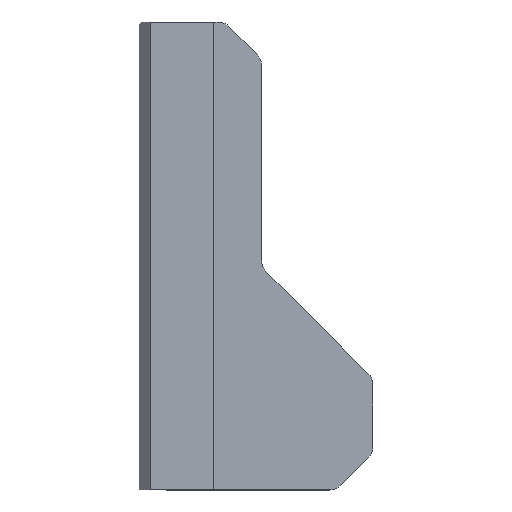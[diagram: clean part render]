
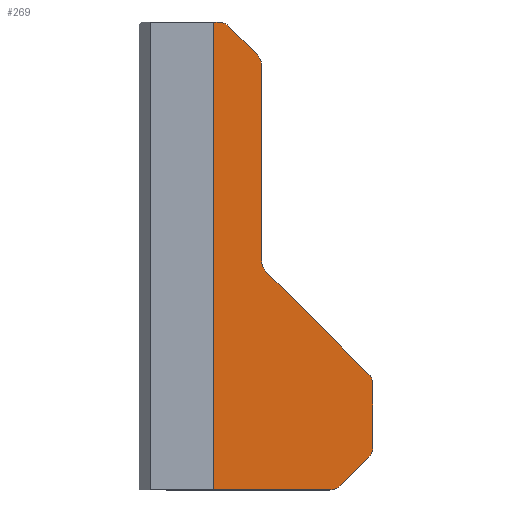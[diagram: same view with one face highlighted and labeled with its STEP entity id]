
A CAD part, top view. The second image highlights one B-rep face of the part: STEP entity #269.
In plain terms, the highlighted planar face has unit normal (0, 0, 1).
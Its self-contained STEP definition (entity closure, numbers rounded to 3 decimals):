
#72=CARTESIAN_POINT('',(128.136,-332.785,-181.645));
#73=VERTEX_POINT('',#72);
#74=CARTESIAN_POINT('',(112.464,-332.785,-181.645));
#75=VERTEX_POINT('',#74);
#76=CARTESIAN_POINT('',(128.136,-332.785,-181.645));
#77=DIRECTION('',(-1.,-0.,-0.));
#78=VECTOR('',#77,15.672);
#79=LINE('',#76,#78);
#80=EDGE_CURVE('NONE',#73,#75,#79,.T.);
#127=CARTESIAN_POINT('',(133.964,-326.956,-181.645));
#128=VERTEX_POINT('',#127);
#129=CARTESIAN_POINT('',(133.964,-318.613,-181.645));
#130=VERTEX_POINT('',#129);
#131=CARTESIAN_POINT('',(133.964,-326.956,-181.645));
#132=DIRECTION('',(-0.,1.,-0.));
#133=VECTOR('',#132,8.343);
#134=LINE('',#131,#133);
#135=EDGE_CURVE('NONE',#128,#130,#134,.T.);
#162=CARTESIAN_POINT('',(118.964,-339.944,-181.645));
#163=DIRECTION('',(0.,-0.,-1.));
#164=DIRECTION('',(-1.,-0.,-0.));
#165=AXIS2_PLACEMENT_3D('',#162,#163,#164);
#166=PLANE('',#165);
#167=CARTESIAN_POINT('',(112.464,-269.785,-181.645));
#168=VERTEX_POINT('',#167);
#169=CARTESIAN_POINT('',(112.464,-332.785,-181.645));
#170=DIRECTION('',(-0.,1.,-0.));
#171=VECTOR('',#170,63.);
#172=LINE('',#169,#171);
#173=EDGE_CURVE('NONE',#75,#168,#172,.T.);
#174=ORIENTED_EDGE('',*,*,#173,.F.);
#175=ORIENTED_EDGE('',*,*,#80,.F.);
#176=CARTESIAN_POINT('',(129.55,-332.199,-181.645));
#177=VERTEX_POINT('',#176);
#178=CARTESIAN_POINT('',(128.136,-330.785,-181.645));
#179=DIRECTION('',(0.,0.,1.));
#180=DIRECTION('',(-1.,-0.,0.));
#181=AXIS2_PLACEMENT_3D('',#178,#179,#180);
#182=CIRCLE('',#181,2.);
#183=EDGE_CURVE('NONE',#73,#177,#182,.T.);
#184=ORIENTED_EDGE('',*,*,#183,.T.);
#185=CARTESIAN_POINT('',(133.378,-328.37,-181.645));
#186=VERTEX_POINT('',#185);
#187=CARTESIAN_POINT('',(129.55,-332.199,-181.645));
#188=DIRECTION('',(0.707,0.707,0.));
#189=VECTOR('',#188,5.414);
#190=LINE('',#187,#189);
#191=EDGE_CURVE('NONE',#177,#186,#190,.T.);
#192=ORIENTED_EDGE('',*,*,#191,.T.);
#193=CARTESIAN_POINT('',(131.964,-326.956,-181.645));
#194=DIRECTION('',(0.,0.,1.));
#195=DIRECTION('',(-1.,-0.,0.));
#196=AXIS2_PLACEMENT_3D('',#193,#194,#195);
#197=CIRCLE('',#196,2.);
#198=EDGE_CURVE('NONE',#186,#128,#197,.T.);
#199=ORIENTED_EDGE('',*,*,#198,.T.);
#200=ORIENTED_EDGE('',*,*,#135,.T.);
#201=CARTESIAN_POINT('',(133.378,-317.199,-181.645));
#202=VERTEX_POINT('',#201);
#203=CARTESIAN_POINT('',(131.964,-318.613,-181.645));
#204=DIRECTION('',(0.,-0.,-1.));
#205=DIRECTION('',(1.,0.,0.));
#206=AXIS2_PLACEMENT_3D('',#203,#204,#205);
#207=CIRCLE('',#206,2.);
#208=EDGE_CURVE('NONE',#202,#130,#207,.T.);
#209=ORIENTED_EDGE('',*,*,#208,.F.);
#210=CARTESIAN_POINT('',(119.55,-303.37,-181.645));
#211=VERTEX_POINT('',#210);
#212=CARTESIAN_POINT('',(119.55,-303.37,-181.645));
#213=DIRECTION('',(0.707,-0.707,0.));
#214=VECTOR('',#213,19.556);
#215=LINE('',#212,#214);
#216=EDGE_CURVE('NONE',#211,#202,#215,.T.);
#217=ORIENTED_EDGE('',*,*,#216,.F.);
#218=CARTESIAN_POINT('',(118.964,-301.956,-181.645));
#219=VERTEX_POINT('',#218);
#220=CARTESIAN_POINT('',(120.964,-301.956,-181.645));
#221=DIRECTION('',(-0.,0.,1.));
#222=DIRECTION('',(-1.,-0.,-0.));
#223=AXIS2_PLACEMENT_3D('',#220,#221,#222);
#224=CIRCLE('',#223,2.);
#225=EDGE_CURVE('NONE',#219,#211,#224,.T.);
#226=ORIENTED_EDGE('',*,*,#225,.F.);
#227=CARTESIAN_POINT('',(118.964,-275.613,-181.645));
#228=VERTEX_POINT('',#227);
#229=CARTESIAN_POINT('',(118.964,-301.956,-181.645));
#230=DIRECTION('',(-0.,1.,-0.));
#231=VECTOR('',#230,26.343);
#232=LINE('',#229,#231);
#233=EDGE_CURVE('NONE',#219,#228,#232,.T.);
#234=ORIENTED_EDGE('',*,*,#233,.T.);
#235=CARTESIAN_POINT('',(118.378,-274.199,-181.645));
#236=VERTEX_POINT('',#235);
#237=CARTESIAN_POINT('',(116.964,-275.613,-181.645));
#238=DIRECTION('',(0.,-0.,-1.));
#239=DIRECTION('',(-1.,-0.,-0.));
#240=AXIS2_PLACEMENT_3D('',#237,#238,#239);
#241=CIRCLE('',#240,2.);
#242=EDGE_CURVE('NONE',#236,#228,#241,.T.);
#243=ORIENTED_EDGE('',*,*,#242,.F.);
#244=CARTESIAN_POINT('',(114.55,-270.37,-181.645));
#245=VERTEX_POINT('',#244);
#246=CARTESIAN_POINT('',(114.55,-270.37,-181.645));
#247=DIRECTION('',(0.707,-0.707,0.));
#248=VECTOR('',#247,5.414);
#249=LINE('',#246,#248);
#250=EDGE_CURVE('NONE',#245,#236,#249,.T.);
#251=ORIENTED_EDGE('',*,*,#250,.F.);
#252=CARTESIAN_POINT('',(113.136,-269.785,-181.645));
#253=VERTEX_POINT('',#252);
#254=CARTESIAN_POINT('',(113.136,-271.785,-181.645));
#255=DIRECTION('',(0.,-0.,-1.));
#256=DIRECTION('',(-1.,-0.,-0.));
#257=AXIS2_PLACEMENT_3D('',#254,#255,#256);
#258=CIRCLE('',#257,2.);
#259=EDGE_CURVE('NONE',#253,#245,#258,.T.);
#260=ORIENTED_EDGE('',*,*,#259,.F.);
#261=CARTESIAN_POINT('',(112.464,-269.785,-181.645));
#262=DIRECTION('',(1.,0.,0.));
#263=VECTOR('',#262,0.672);
#264=LINE('',#261,#263);
#265=EDGE_CURVE('NONE',#168,#253,#264,.T.);
#266=ORIENTED_EDGE('',*,*,#265,.F.);
#267=EDGE_LOOP('',(#174,#175,#184,#192,#199,#200,#209,#217,#226,#234,#243,#251,#260,#266));
#268=FACE_BOUND('',#267,.T.);
#269=ADVANCED_FACE('NONE',(#268),#166,.F.);
